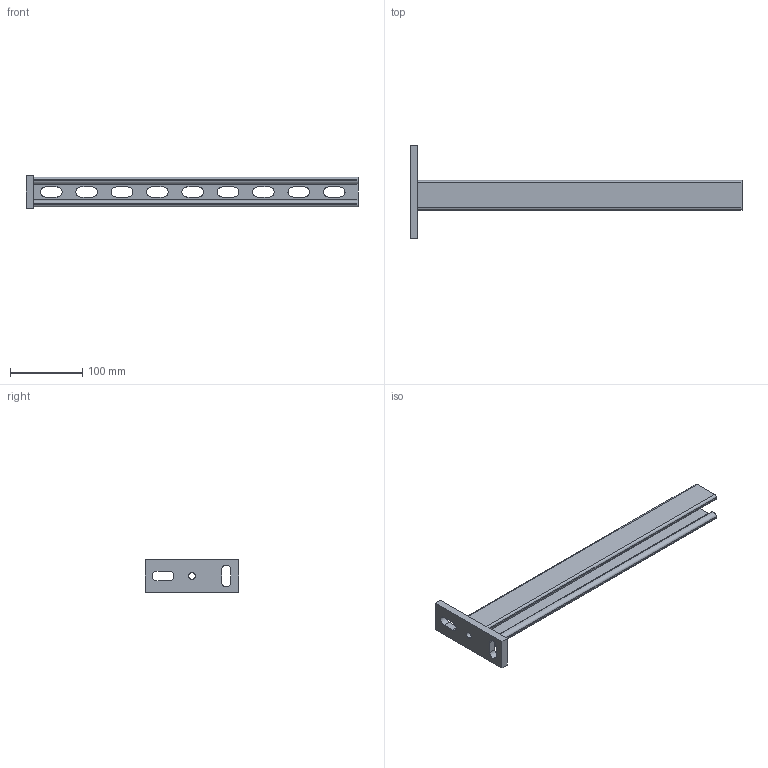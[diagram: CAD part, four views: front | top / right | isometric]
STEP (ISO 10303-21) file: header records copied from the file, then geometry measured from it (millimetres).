
FILE_DESCRIPTION (( 'STEP AP203' ), '1' );
FILE_NAME ('R6632_450_173486120.STEP', '2024-08-26T15:15:19', ( '' ), ( '' ), 'SwSTEP 2.0', 'SolidWorks 2024', '' );
FILE_SCHEMA (( 'CONFIG_CONTROL_DESIGN' ));
Length unit declared in the file: millimetre
Products named in the file (1): R6632_450_173486120
Bounding box: 460 x 130 x 45 mm (x, y, z)
Volume: 196971 mm3; surface area: 136948.4 mm2
Topology: 2 solids, 2 shells, 83 faces, 237 edges, 158 vertices
Faces by surface type: plane 46, cylinder 33, bspline 4
Entity records: 3024 total; most frequent: CARTESIAN_POINT 691, ORIENTED_EDGE 474, DIRECTION 455, EDGE_CURVE 237, LINE 163, VECTOR 163, VERTEX_POINT 158, AXIS2_PLACEMENT_3D 146
